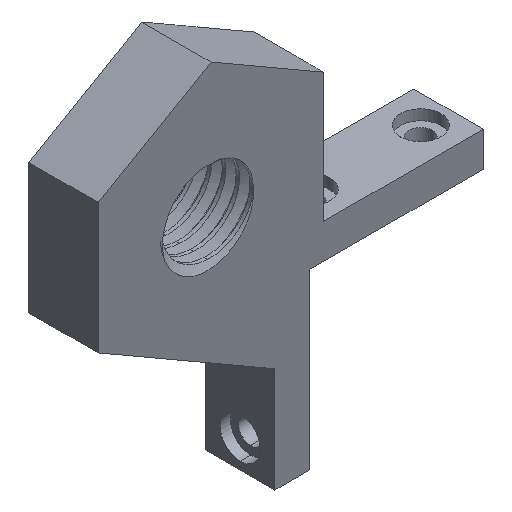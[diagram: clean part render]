
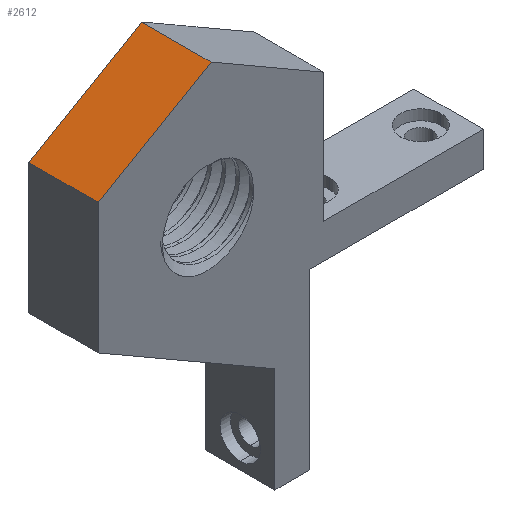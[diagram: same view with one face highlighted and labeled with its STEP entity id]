
A CAD part, isometric view. The second image highlights one B-rep face of the part: STEP entity #2612.
In plain terms, the highlighted planar face has unit normal (-0.5, 0, 0.866).
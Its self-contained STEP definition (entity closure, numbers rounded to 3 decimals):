
#7 = VERTEX_POINT ( 'NONE', #869 ) ;
#62 = VECTOR ( 'NONE', #1860, 1000. ) ;
#94 = LINE ( 'NONE', #2631, #1531 ) ;
#111 = LINE ( 'NONE', #2294, #2653 ) ;
#220 = VERTEX_POINT ( 'NONE', #2460 ) ;
#296 = DIRECTION ( 'NONE',  ( 0., -1., 0. ) ) ;
#358 = ORIENTED_EDGE ( 'NONE', *, *, #857, .T. ) ;
#450 = LINE ( 'NONE', #1140, #62 ) ;
#481 = CARTESIAN_POINT ( 'NONE',  ( -14.2, 10., 32.964 ) ) ;
#506 = DIRECTION ( 'NONE',  ( 0.866, 0., 0.5 ) ) ;
#618 = CARTESIAN_POINT ( 'NONE',  ( -14.2, 0., 32.964 ) ) ;
#784 = AXIS2_PLACEMENT_3D ( 'NONE', #2819, #1173, #1207 ) ;
#855 = ORIENTED_EDGE ( 'NONE', *, *, #2478, .F. ) ;
#857 = EDGE_CURVE ( 'NONE', #7, #2774, #94, .T. ) ;
#869 = CARTESIAN_POINT ( 'NONE',  ( -30.45, 0., 23.582 ) ) ;
#934 = EDGE_CURVE ( 'NONE', #220, #1346, #111, .T. ) ;
#1140 = CARTESIAN_POINT ( 'NONE',  ( -30.45, 10., 23.582 ) ) ;
#1173 = DIRECTION ( 'NONE',  ( 0.5, 0., -0.866 ) ) ;
#1207 = DIRECTION ( 'NONE',  ( -0.866, 0., -0.5 ) ) ;
#1208 = LINE ( 'NONE', #481, #1438 ) ;
#1241 = ORIENTED_EDGE ( 'NONE', *, *, #934, .F. ) ;
#1346 = VERTEX_POINT ( 'NONE', #1902 ) ;
#1360 = EDGE_LOOP ( 'NONE', ( #358, #855, #1241, #2517 ) ) ;
#1392 = FACE_OUTER_BOUND ( 'NONE', #1360, .T. ) ;
#1438 = VECTOR ( 'NONE', #296, 1000. ) ;
#1531 = VECTOR ( 'NONE', #506, 1000. ) ;
#1860 = DIRECTION ( 'NONE',  ( 0., -1., 0. ) ) ;
#1902 = CARTESIAN_POINT ( 'NONE',  ( -14.2, 10., 32.964 ) ) ;
#2067 = DIRECTION ( 'NONE',  ( 0.866, 0., 0.5 ) ) ;
#2294 = CARTESIAN_POINT ( 'NONE',  ( -30.45, 10., 23.582 ) ) ;
#2460 = CARTESIAN_POINT ( 'NONE',  ( -30.45, 10., 23.582 ) ) ;
#2478 = EDGE_CURVE ( 'NONE', #1346, #2774, #1208, .T. ) ;
#2517 = ORIENTED_EDGE ( 'NONE', *, *, #2636, .T. ) ;
#2612 = ADVANCED_FACE ( 'NONE', ( #1392 ), #2833, .F. ) ;
#2631 = CARTESIAN_POINT ( 'NONE',  ( -30.45, 0., 23.582 ) ) ;
#2636 = EDGE_CURVE ( 'NONE', #220, #7, #450, .T. ) ;
#2653 = VECTOR ( 'NONE', #2067, 1000. ) ;
#2774 = VERTEX_POINT ( 'NONE', #618 ) ;
#2819 = CARTESIAN_POINT ( 'NONE',  ( -30.45, 10., 23.582 ) ) ;
#2833 = PLANE ( 'NONE',  #784 ) ;
